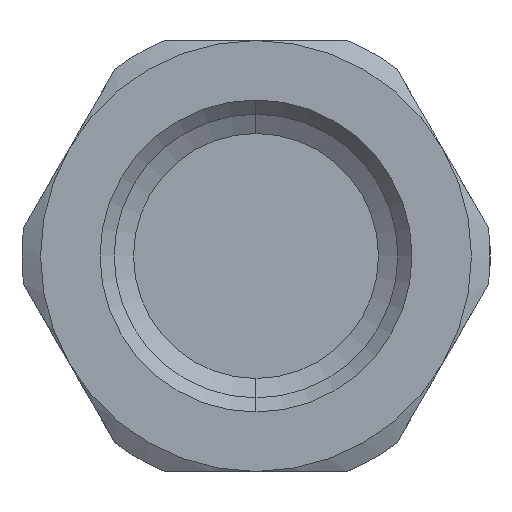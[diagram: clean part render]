
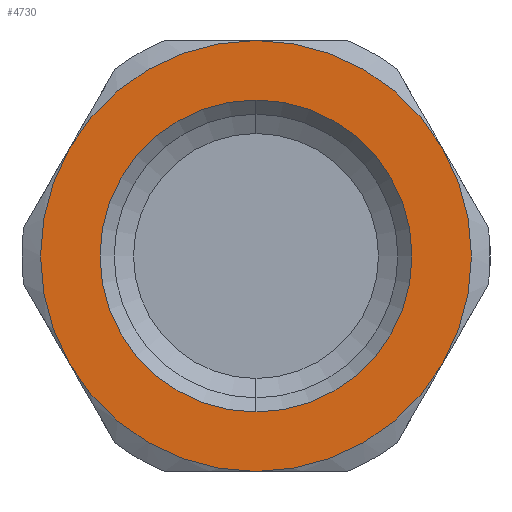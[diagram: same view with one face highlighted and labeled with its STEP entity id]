
A CAD part, left-side view. The second image highlights one B-rep face of the part: STEP entity #4730.
In plain terms, the highlighted planar face has unit normal (-1, 0, 0).
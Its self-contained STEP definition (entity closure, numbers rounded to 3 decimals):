
#190 = AXIS2_PLACEMENT_3D ( 'NONE', #1492, #1482, #1483 ) ;
#389 = AXIS2_PLACEMENT_3D ( 'NONE', #1871, #1872, #1873 ) ;
#784 = FACE_BOUND ( 'NONE', #4272, .T. ) ;
#785 = FACE_OUTER_BOUND ( 'NONE', #4349, .T. ) ;
#858 = DIRECTION ( 'NONE',  ( 1., 0., 0. ) ) ;
#875 = DIRECTION ( 'NONE',  ( 0., 0., -1. ) ) ;
#877 = DIRECTION ( 'NONE',  ( 0., 0., -1. ) ) ;
#885 = DIRECTION ( 'NONE',  ( 1., 0., 0. ) ) ;
#911 = DIRECTION ( 'NONE',  ( 1., 0., 0. ) ) ;
#919 = DIRECTION ( 'NONE',  ( 1., 0., 0. ) ) ;
#920 = DIRECTION ( 'NONE',  ( 0., 0., -1. ) ) ;
#931 = DIRECTION ( 'NONE',  ( 1., 0., 0. ) ) ;
#936 = DIRECTION ( 'NONE',  ( 0., 0., -1. ) ) ;
#948 = CARTESIAN_POINT ( 'NONE',  ( -26.2, 0., 0. ) ) ;
#970 = CARTESIAN_POINT ( 'NONE',  ( -26.2, 0., 0. ) ) ;
#978 = DIRECTION ( 'NONE',  ( 0., 0., -1. ) ) ;
#982 = DIRECTION ( 'NONE',  ( 1., 0., 0. ) ) ;
#991 = DIRECTION ( 'NONE',  ( 0., 0., -1. ) ) ;
#993 = CARTESIAN_POINT ( 'NONE',  ( -26.2, 0., 0. ) ) ;
#994 = CARTESIAN_POINT ( 'NONE',  ( -26.2, 0., 0. ) ) ;
#999 = CARTESIAN_POINT ( 'NONE',  ( -26.2, 0., 0. ) ) ;
#1002 = CARTESIAN_POINT ( 'NONE',  ( -26.2, 0., 0. ) ) ;
#1068 = CARTESIAN_POINT ( 'NONE',  ( -26.2, 0., -16.65 ) ) ;
#1079 = CARTESIAN_POINT ( 'NONE',  ( -26.2, -19.919, -11.5 ) ) ;
#1083 = DIRECTION ( 'NONE',  ( 0., 0., -1. ) ) ;
#1130 = CARTESIAN_POINT ( 'NONE',  ( -26.2, 0., 0. ) ) ;
#1220 = DIRECTION ( 'NONE',  ( 1., 0., 0. ) ) ;
#1240 = CARTESIAN_POINT ( 'NONE',  ( -26.2, 19.919, -11.5 ) ) ;
#1297 = CARTESIAN_POINT ( 'NONE',  ( -26.2, 0., 23. ) ) ;
#1308 = VERTEX_POINT ( 'NONE', #1321 ) ;
#1318 = CARTESIAN_POINT ( 'NONE',  ( -26.2, 0., -23. ) ) ;
#1319 = CARTESIAN_POINT ( 'NONE',  ( -26.2, -19.919, 11.5 ) ) ;
#1321 = CARTESIAN_POINT ( 'NONE',  ( -26.2, 0., 16.65 ) ) ;
#1347 = CARTESIAN_POINT ( 'NONE',  ( -26.2, 19.919, 11.5 ) ) ;
#1482 = DIRECTION ( 'NONE',  ( 1., 0., 0. ) ) ;
#1483 = DIRECTION ( 'NONE',  ( 0., 0., -1. ) ) ;
#1492 = CARTESIAN_POINT ( 'NONE',  ( -26.2, 0., 0. ) ) ;
#1870 = PLANE ( 'NONE',  #389 ) ;
#1871 = CARTESIAN_POINT ( 'NONE',  ( -26.2, 23., 0. ) ) ;
#1872 = DIRECTION ( 'NONE',  ( -1., 0., 0. ) ) ;
#1873 = DIRECTION ( 'NONE',  ( 0., 0., 1. ) ) ;
#2185 = VERTEX_POINT ( 'NONE', #1297 ) ;
#2203 = VERTEX_POINT ( 'NONE', #1068 ) ;
#2204 = VERTEX_POINT ( 'NONE', #1079 ) ;
#2205 = VERTEX_POINT ( 'NONE', #1319 ) ;
#2206 = VERTEX_POINT ( 'NONE', #1347 ) ;
#2233 = VERTEX_POINT ( 'NONE', #1240 ) ;
#2265 = VERTEX_POINT ( 'NONE', #1318 ) ;
#2622 = EDGE_CURVE ( 'NONE', #1308, #2203, #2889, .T. ) ;
#2637 = EDGE_CURVE ( 'NONE', #2205, #2204, #2906, .T. ) ;
#2639 = EDGE_CURVE ( 'NONE', #2204, #2265, #2907, .T. ) ;
#2645 = EDGE_CURVE ( 'NONE', #2185, #2205, #2910, .T. ) ;
#2649 = EDGE_CURVE ( 'NONE', #2206, #2185, #2912, .T. ) ;
#2653 = EDGE_CURVE ( 'NONE', #2233, #2206, #2914, .T. ) ;
#2657 = EDGE_CURVE ( 'NONE', #2265, #2233, #2916, .T. ) ;
#2889 = CIRCLE ( 'NONE', #3420, 16.65 ) ;
#2906 = CIRCLE ( 'NONE', #3428, 23. ) ;
#2907 = CIRCLE ( 'NONE', #3429, 23. ) ;
#2910 = CIRCLE ( 'NONE', #3432, 23. ) ;
#2912 = CIRCLE ( 'NONE', #3434, 23. ) ;
#2914 = CIRCLE ( 'NONE', #3436, 23. ) ;
#2916 = CIRCLE ( 'NONE', #3438, 23. ) ;
#3271 = CIRCLE ( 'NONE', #190, 16.65 ) ;
#3420 = AXIS2_PLACEMENT_3D ( 'NONE', #1130, #1220, #1083 ) ;
#3428 = AXIS2_PLACEMENT_3D ( 'NONE', #994, #885, #920 ) ;
#3429 = AXIS2_PLACEMENT_3D ( 'NONE', #993, #919, #936 ) ;
#3432 = AXIS2_PLACEMENT_3D ( 'NONE', #970, #982, #978 ) ;
#3434 = AXIS2_PLACEMENT_3D ( 'NONE', #1002, #858, #991 ) ;
#3436 = AXIS2_PLACEMENT_3D ( 'NONE', #948, #911, #877 ) ;
#3438 = AXIS2_PLACEMENT_3D ( 'NONE', #999, #931, #875 ) ;
#3558 = ORIENTED_EDGE ( 'NONE', *, *, #2622, .T. ) ;
#3559 = ORIENTED_EDGE ( 'NONE', *, *, #3910, .T. ) ;
#3560 = ORIENTED_EDGE ( 'NONE', *, *, #2657, .F. ) ;
#3561 = ORIENTED_EDGE ( 'NONE', *, *, #2639, .F. ) ;
#3562 = ORIENTED_EDGE ( 'NONE', *, *, #2637, .F. ) ;
#3563 = ORIENTED_EDGE ( 'NONE', *, *, #2645, .F. ) ;
#3564 = ORIENTED_EDGE ( 'NONE', *, *, #2649, .F. ) ;
#3565 = ORIENTED_EDGE ( 'NONE', *, *, #2653, .F. ) ;
#3910 = EDGE_CURVE ( 'NONE', #2203, #1308, #3271, .T. ) ;
#4272 = EDGE_LOOP ( 'NONE', ( #3558, #3559 ) ) ;
#4349 = EDGE_LOOP ( 'NONE', ( #3560, #3561, #3562, #3563, #3564, #3565 ) ) ;
#4730 = ADVANCED_FACE ( 'NONE', ( #784, #785 ), #1870, .T. ) ;
